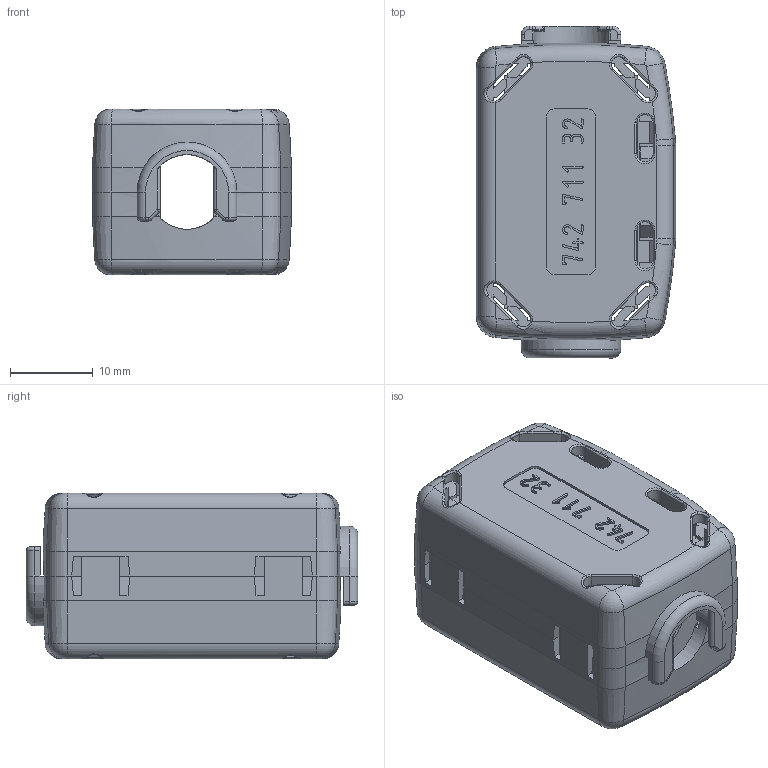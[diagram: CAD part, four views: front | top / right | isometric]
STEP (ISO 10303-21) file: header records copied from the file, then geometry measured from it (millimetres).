
FILE_DESCRIPTION(/* description */ ('Unknown'),/* implementation_level */ '2;1');
FILE_NAME(/* name */ '74271132',/* time_stamp */ '2020-02-24T15:34:39+01:00',/* author */ ('Unknown'),/* organization */ ('Unknown'),/* preprocessor_version */ 'ST-DEVELOPER v16.7',/* originating_system */ 'DEX',/* authorisation */ $);
FILE_SCHEMA (('AUTOMOTIVE_DESIGN {1 0 10303 214 3 1 1}'));
Length unit declared in the file: millimetre
Products named in the file (4): 74271132; 74271132_unten; 74271132_oben; Ferrit
Assembly tree (4 placements, depth 2):
  74271132
    74271132_unten
    74271132_oben
    Ferrit  x2
Bounding box: 24 x 40 x 20 mm (x, y, z)
Volume: 10772.2 mm3; surface area: 11681.6 mm2
Topology: 4 solids, 4 shells, 1500 faces, 4121 edges, 2674 vertices
Faces by surface type: plane 984, cylinder 218, bspline 212, torus 56, cone 30
Full cylindrical faces by diameter (mm): 3 x2, 4.289 x1, 4.95 x1
Entity records: 52693 total; most frequent: CARTESIAN_POINT 15853, ORIENTED_EDGE 8190, DIRECTION 6747, EDGE_CURVE 4095, LINE 2963, VECTOR 2963, VERTEX_POINT 2660, AXIS2_PLACEMENT_3D 1892
